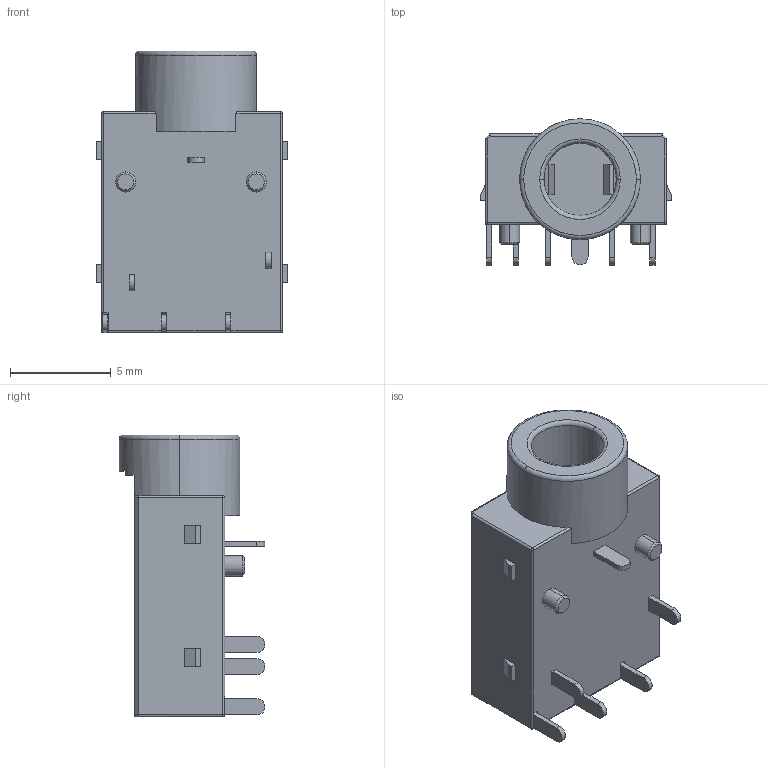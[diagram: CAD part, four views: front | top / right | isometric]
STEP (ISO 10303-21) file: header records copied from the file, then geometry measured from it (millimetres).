
FILE_DESCRIPTION (( 'STEP AP214' ), '1' );
FILE_NAME ('SJ3-35063BG.STEP', '2024-10-03T13:05:05', ( '' ), ( '' ), 'SwSTEP 2.0', 'SolidWorks 2016', '' );
FILE_SCHEMA (( 'AUTOMOTIVE_DESIGN' ));
Length unit declared in the file: millimetre
Products named in the file (1): SJ3-35063BG
Bounding box: 9.5 x 7.25 x 14 mm (x, y, z)
Volume: 393.9 mm3; surface area: 692.8 mm2
Topology: 1 solids, 1 shells, 173 faces, 457 edges, 294 vertices
Faces by surface type: plane 125, cylinder 36, cone 4, torus 4, sphere 4
Entity records: 5994 total; most frequent: CARTESIAN_POINT 1037, ORIENTED_EDGE 908, DIRECTION 845, EDGE_CURVE 454, LINE 353, VECTOR 353, VERTEX_POINT 294, AXIS2_PLACEMENT_3D 246
